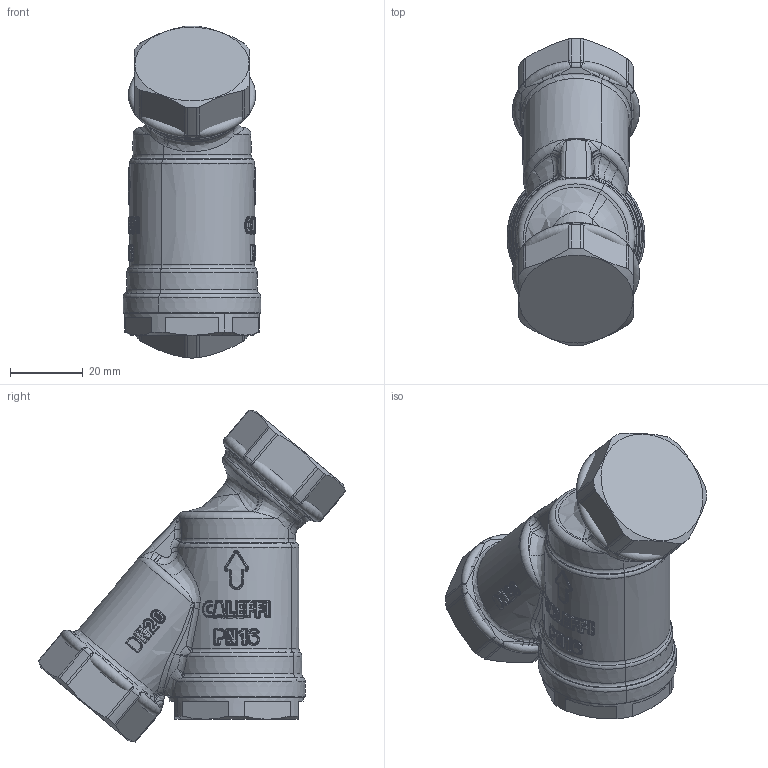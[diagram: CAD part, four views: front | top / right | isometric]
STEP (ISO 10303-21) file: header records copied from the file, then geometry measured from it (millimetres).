
FILE_DESCRIPTION((''),'2;1');
FILE_NAME('_DA_CONVERTIRE0002_SW0001','2017-02-03T',('mparodi'),(''),'CREO PARAMETRIC BY PTC INC, 2014500','CREO PARAMETRIC BY PTC INC, 2014500','');
FILE_SCHEMA(('CONFIG_CONTROL_DESIGN'));
Products named in the file (1): _DA_CONVERTIRE0002_SW0001
Bounding box: 38 x 84.64 x 91.42 mm (x, y, z)
Surface area: 38585.8 mm2 (no closed solid volume)
Topology: 0 solids, 0 shells, 1802 faces, 8022 edges, 7796 vertices
Faces by surface type: bspline 1582, sphere 178, torus 42
Entity records: 160890 total; most frequent: CARTESIAN_POINT 97592, DIRECTION 8189, DEFINITIONAL_REPRESENTATION 7771, PCURVE 7771, COMPOSITE_CURVE_SEGMENT 7771, TRIMMED_CURVE 7036, VECTOR 6323, LINE 6323
